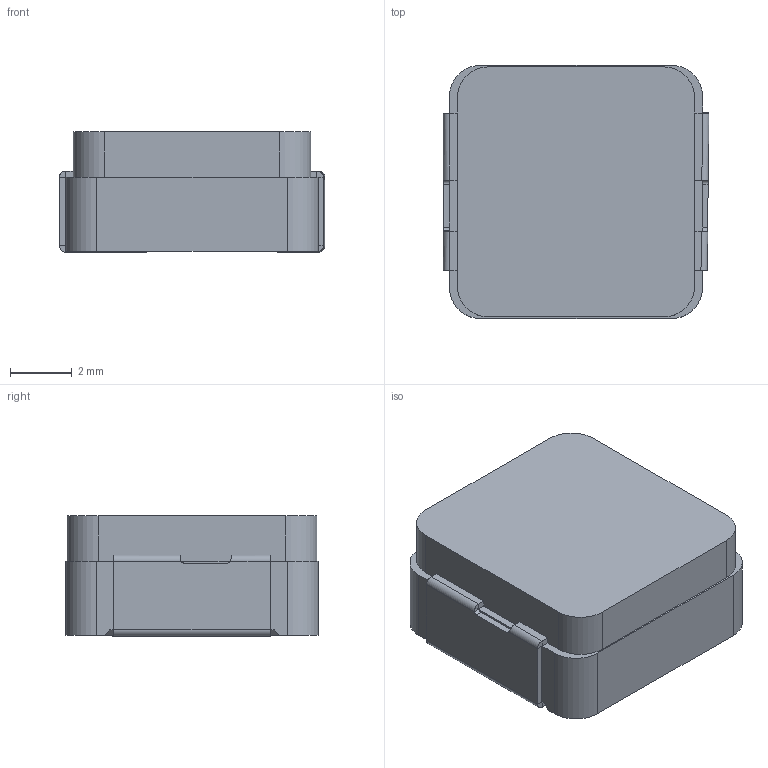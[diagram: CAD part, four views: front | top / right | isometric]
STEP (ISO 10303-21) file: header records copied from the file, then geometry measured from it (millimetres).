
FILE_DESCRIPTION(('FreeCAD Model'),'2;1');
FILE_NAME('IHLP3232DZ.step','2017-09-26T13:18:36',( 'kicad StepUp'),('ksu MCAD'),'Open CASCADE STEP processor 6.8', 'FreeCAD','Unknown');
FILE_SCHEMA(('AUTOMOTIVE_DESIGN_CC2 { 1 2 10303 214 -1 1 5 4 }'));
Length unit declared in the file: millimetre
Products named in the file (2): ASSEMBLY; IHLP3232DZ
Assembly tree (1 placements, depth 2):
  ASSEMBLY
    IHLP3232DZ
Bounding box: 8.6 x 8.19 x 3.9 mm (x, y, z)
Volume: 254.3 mm3; surface area: 260.5 mm2
Topology: 1 solids, 1 shells, 94 faces, 243 edges, 151 vertices
Faces by surface type: plane 66, cylinder 18, bspline 10
Entity records: 3622 total; most frequent: CARTESIAN_POINT 748, ORIENTED_EDGE 486, DIRECTION 401, EDGE_CURVE 243, LINE 173, VECTOR 173, VERTEX_POINT 151, AXIS2_PLACEMENT_3D 114
